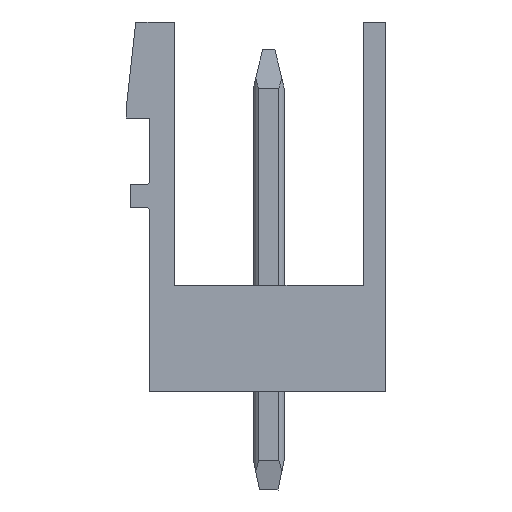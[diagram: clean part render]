
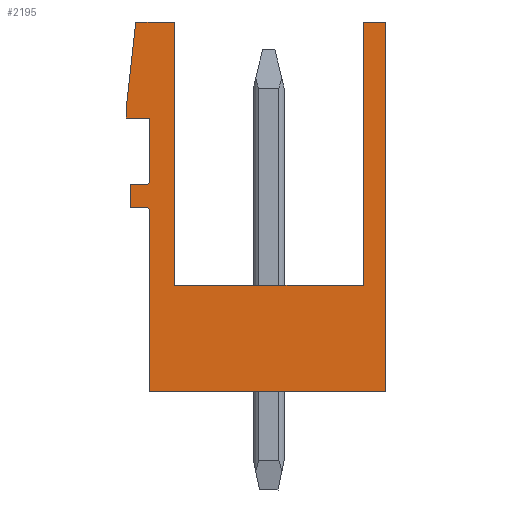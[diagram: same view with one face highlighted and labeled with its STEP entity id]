
A CAD part, left-side view. The second image highlights one B-rep face of the part: STEP entity #2195.
In plain terms, the highlighted planar face has unit normal (-1, 0, 0).
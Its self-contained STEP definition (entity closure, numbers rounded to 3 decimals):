
#1830=AXIS2_PLACEMENT_3D('Circle Axis2P3D',#1828,#1829,$) ;
#1926=AXIS2_PLACEMENT_3D('Circle Axis2P3D',#1924,#1925,$) ;
#2164=AXIS2_PLACEMENT_3D('Plane Axis2P3D',#2161,#2162,#2163) ;
#89=CARTESIAN_POINT('Vertex',(0.,6.86,6.65)) ;
#92=CARTESIAN_POINT('Line Origine',(0.,3.795,6.65)) ;
#96=CARTESIAN_POINT('Vertex',(0.,0.73,6.65)) ;
#1718=CARTESIAN_POINT('Line Origine',(0.,0.73,10.925)) ;
#1722=CARTESIAN_POINT('Vertex',(0.,0.73,15.2)) ;
#1801=CARTESIAN_POINT('Vertex',(0.,7.68,3.2)) ;
#1804=CARTESIAN_POINT('Line Origine',(0.,7.68,6.14)) ;
#1808=CARTESIAN_POINT('Vertex',(0.,7.68,9.08)) ;
#1828=CARTESIAN_POINT('Axis2P3D Location',(0.,7.78,9.08)) ;
#1832=CARTESIAN_POINT('Vertex',(0.,7.78,9.18)) ;
#1852=CARTESIAN_POINT('Line Origine',(0.,8.04,9.18)) ;
#1856=CARTESIAN_POINT('Vertex',(0.,8.3,9.18)) ;
#1876=CARTESIAN_POINT('Line Origine',(0.,8.3,9.555)) ;
#1880=CARTESIAN_POINT('Vertex',(0.,8.3,9.93)) ;
#1900=CARTESIAN_POINT('Line Origine',(0.,8.04,9.93)) ;
#1904=CARTESIAN_POINT('Vertex',(0.,7.78,9.93)) ;
#1924=CARTESIAN_POINT('Axis2P3D Location',(0.,7.78,10.03)) ;
#1928=CARTESIAN_POINT('Vertex',(0.,7.68,10.03)) ;
#1943=CARTESIAN_POINT('Line Origine',(0.,7.68,11.055)) ;
#1947=CARTESIAN_POINT('Vertex',(0.,7.68,12.08)) ;
#1967=CARTESIAN_POINT('Line Origine',(0.,8.055,12.08)) ;
#1971=CARTESIAN_POINT('Vertex',(0.,8.43,12.08)) ;
#1991=CARTESIAN_POINT('Line Origine',(0.,8.43,12.24)) ;
#1995=CARTESIAN_POINT('Vertex',(0.,8.43,12.4)) ;
#2015=CARTESIAN_POINT('Line Origine',(0.,8.275,13.8)) ;
#2019=CARTESIAN_POINT('Vertex',(0.,8.12,15.2)) ;
#2039=CARTESIAN_POINT('Line Origine',(0.,7.49,15.2)) ;
#2043=CARTESIAN_POINT('Vertex',(0.,6.86,15.2)) ;
#2058=CARTESIAN_POINT('Line Origine',(0.,0.365,15.2)) ;
#2062=CARTESIAN_POINT('Vertex',(0.,0.,15.2)) ;
#2082=CARTESIAN_POINT('Line Origine',(0.,0.,9.2)) ;
#2086=CARTESIAN_POINT('Vertex',(0.,0.,3.2)) ;
#2161=CARTESIAN_POINT('Axis2P3D Location',(0.,0.,0.)) ;
#2166=CARTESIAN_POINT('Line Origine',(0.,3.84,3.2)) ;
#2171=CARTESIAN_POINT('Line Origine',(0.,6.86,10.925)) ;
#93=DIRECTION('Vector Direction',(0.,-1.,0.)) ;
#1719=DIRECTION('Vector Direction',(0.,0.,-1.)) ;
#1805=DIRECTION('Vector Direction',(0.,0.,1.)) ;
#1829=DIRECTION('Axis2P3D Direction',(-1.,0.,0.)) ;
#1853=DIRECTION('Vector Direction',(0.,-1.,0.)) ;
#1877=DIRECTION('Vector Direction',(0.,0.,-1.)) ;
#1901=DIRECTION('Vector Direction',(0.,1.,0.)) ;
#1925=DIRECTION('Axis2P3D Direction',(-1.,0.,0.)) ;
#1944=DIRECTION('Vector Direction',(0.,0.,-1.)) ;
#1968=DIRECTION('Vector Direction',(0.,-1.,0.)) ;
#1992=DIRECTION('Vector Direction',(0.,0.,-1.)) ;
#2016=DIRECTION('Vector Direction',(0.,0.11,-0.994)) ;
#2040=DIRECTION('Vector Direction',(0.,-1.,0.)) ;
#2059=DIRECTION('Vector Direction',(0.,1.,0.)) ;
#2083=DIRECTION('Vector Direction',(0.,0.,1.)) ;
#2162=DIRECTION('Axis2P3D Direction',(-1.,0.,0.)) ;
#2163=DIRECTION('Axis2P3D XDirection',(0.,0.,1.)) ;
#2167=DIRECTION('Vector Direction',(0.,1.,0.)) ;
#2172=DIRECTION('Vector Direction',(0.,0.,1.)) ;
#94=VECTOR('Line Direction',#93,1.) ;
#1720=VECTOR('Line Direction',#1719,1.) ;
#1806=VECTOR('Line Direction',#1805,1.) ;
#1854=VECTOR('Line Direction',#1853,1.) ;
#1878=VECTOR('Line Direction',#1877,1.) ;
#1902=VECTOR('Line Direction',#1901,1.) ;
#1945=VECTOR('Line Direction',#1944,1.) ;
#1969=VECTOR('Line Direction',#1968,1.) ;
#1993=VECTOR('Line Direction',#1992,1.) ;
#2017=VECTOR('Line Direction',#2016,1.) ;
#2041=VECTOR('Line Direction',#2040,1.) ;
#2060=VECTOR('Line Direction',#2059,1.) ;
#2084=VECTOR('Line Direction',#2083,1.) ;
#2168=VECTOR('Line Direction',#2167,1.) ;
#2173=VECTOR('Line Direction',#2172,1.) ;
#2177=ORIENTED_EDGE('',*,*,#2170,.T.) ;
#2178=ORIENTED_EDGE('',*,*,#2088,.T.) ;
#2179=ORIENTED_EDGE('',*,*,#2064,.T.) ;
#2180=ORIENTED_EDGE('',*,*,#1724,.T.) ;
#2181=ORIENTED_EDGE('',*,*,#98,.T.) ;
#2182=ORIENTED_EDGE('',*,*,#2175,.T.) ;
#2183=ORIENTED_EDGE('',*,*,#2045,.T.) ;
#2184=ORIENTED_EDGE('',*,*,#2021,.T.) ;
#2185=ORIENTED_EDGE('',*,*,#1997,.T.) ;
#2186=ORIENTED_EDGE('',*,*,#1973,.T.) ;
#2187=ORIENTED_EDGE('',*,*,#1949,.T.) ;
#2188=ORIENTED_EDGE('',*,*,#1930,.T.) ;
#2189=ORIENTED_EDGE('',*,*,#1906,.T.) ;
#2190=ORIENTED_EDGE('',*,*,#1882,.T.) ;
#2191=ORIENTED_EDGE('',*,*,#1858,.T.) ;
#2192=ORIENTED_EDGE('',*,*,#1834,.T.) ;
#2193=ORIENTED_EDGE('',*,*,#1810,.T.) ;
#2195=ADVANCED_FACE('Housing',(#2194),#2165,.T.) ;
#1831=CIRCLE('generated circle',#1830,0.1) ;
#1927=CIRCLE('generated circle',#1926,0.1) ;
#98=EDGE_CURVE('',#97,#90,#95,.F.) ;
#1724=EDGE_CURVE('',#1723,#97,#1721,.T.) ;
#1810=EDGE_CURVE('',#1809,#1802,#1807,.F.) ;
#1834=EDGE_CURVE('',#1833,#1809,#1831,.F.) ;
#1858=EDGE_CURVE('',#1857,#1833,#1855,.T.) ;
#1882=EDGE_CURVE('',#1881,#1857,#1879,.T.) ;
#1906=EDGE_CURVE('',#1905,#1881,#1903,.T.) ;
#1930=EDGE_CURVE('',#1929,#1905,#1927,.F.) ;
#1949=EDGE_CURVE('',#1948,#1929,#1946,.T.) ;
#1973=EDGE_CURVE('',#1972,#1948,#1970,.T.) ;
#1997=EDGE_CURVE('',#1996,#1972,#1994,.T.) ;
#2021=EDGE_CURVE('',#2020,#1996,#2018,.T.) ;
#2045=EDGE_CURVE('',#2044,#2020,#2042,.F.) ;
#2064=EDGE_CURVE('',#2063,#1723,#2061,.T.) ;
#2088=EDGE_CURVE('',#2087,#2063,#2085,.T.) ;
#2170=EDGE_CURVE('',#1802,#2087,#2169,.F.) ;
#2175=EDGE_CURVE('',#90,#2044,#2174,.T.) ;
#2176=EDGE_LOOP('',(#2177,#2178,#2179,#2180,#2181,#2182,#2183,#2184,#2185,#2186,#2187,#2188,#2189,#2190,#2191,#2192,#2193)) ;
#2194=FACE_OUTER_BOUND('',#2176,.T.) ;
#95=LINE('Line',#92,#94) ;
#1721=LINE('Line',#1718,#1720) ;
#1807=LINE('Line',#1804,#1806) ;
#1855=LINE('Line',#1852,#1854) ;
#1879=LINE('Line',#1876,#1878) ;
#1903=LINE('Line',#1900,#1902) ;
#1946=LINE('Line',#1943,#1945) ;
#1970=LINE('Line',#1967,#1969) ;
#1994=LINE('Line',#1991,#1993) ;
#2018=LINE('Line',#2015,#2017) ;
#2042=LINE('Line',#2039,#2041) ;
#2061=LINE('Line',#2058,#2060) ;
#2085=LINE('Line',#2082,#2084) ;
#2169=LINE('Line',#2166,#2168) ;
#2174=LINE('Line',#2171,#2173) ;
#2165=PLANE('',#2164) ;
#90=VERTEX_POINT('',#89) ;
#97=VERTEX_POINT('',#96) ;
#1723=VERTEX_POINT('',#1722) ;
#1802=VERTEX_POINT('',#1801) ;
#1809=VERTEX_POINT('',#1808) ;
#1833=VERTEX_POINT('',#1832) ;
#1857=VERTEX_POINT('',#1856) ;
#1881=VERTEX_POINT('',#1880) ;
#1905=VERTEX_POINT('',#1904) ;
#1929=VERTEX_POINT('',#1928) ;
#1948=VERTEX_POINT('',#1947) ;
#1972=VERTEX_POINT('',#1971) ;
#1996=VERTEX_POINT('',#1995) ;
#2020=VERTEX_POINT('',#2019) ;
#2044=VERTEX_POINT('',#2043) ;
#2063=VERTEX_POINT('',#2062) ;
#2087=VERTEX_POINT('',#2086) ;
